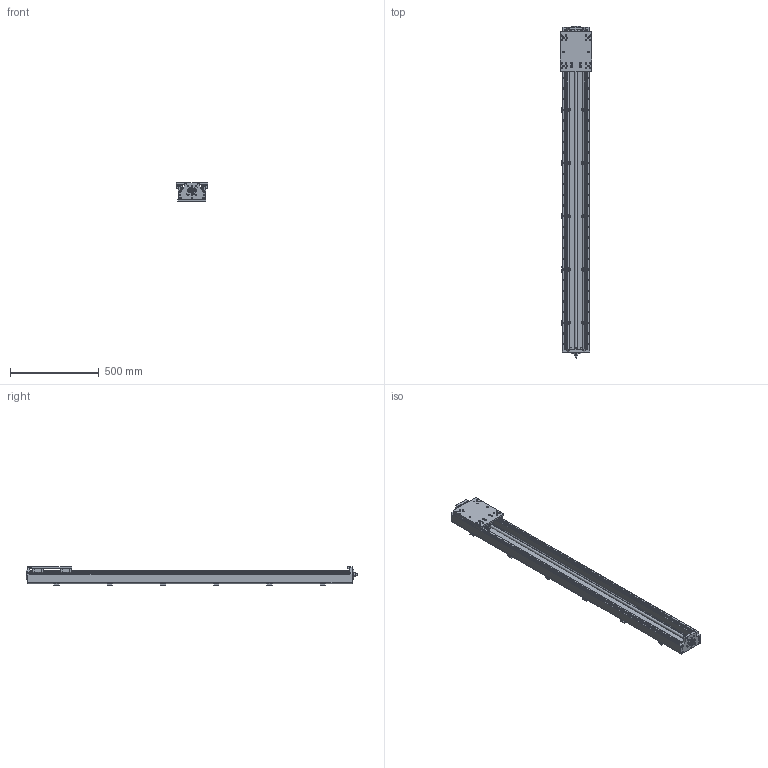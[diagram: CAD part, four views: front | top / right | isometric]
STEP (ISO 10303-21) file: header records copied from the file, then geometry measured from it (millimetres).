
FILE_DESCRIPTION((''),'2;1');
FILE_NAME('KK-HD-180-15-16XX-1800.stp','2009-03-21T10:38:06',('kurt'),(''),'Autodesk Inventor 2008','Autodesk Inventor 2008','');
FILE_SCHEMA(('AUTOMOTIVE_DESIGN { 1 0 10303 214 1 1 1 1 }'));
Length unit declared in the file: millimetre
Products named in the file (1): Part86
Bounding box: 180 x 1870.5 x 105 mm (x, y, z)
Volume: 10307377.6 mm3; surface area: 1394156.6 mm2
Topology: 1 solids, 19 shells, 2796 faces, 7493 edges, 4959 vertices
Faces by surface type: plane 1664, cylinder 529, bspline 435, cone 152, torus 16
Full cylindrical faces by diameter (mm): 2.459 x4, 3 x5, 3.242 x68, 3.5 x4, 3.6 x1, 4 x18, 4.134 x10, 4.5 x84, 4.917 x11, 5.5 x14, 6 x12, 6.6 x14, 7.5 x60, 8 x28, 8.376 x6, 9.5 x4, 9.6 x1, 10 x8, 10.106 x12, 11 x18, 12 x1, 15 x1, 15.12 x4, 15.36 x2, 16 x3, 17 x1, 18 x12, 20.88 x4, 24 x2, 26 x2
Entity records: 93631 total; most frequent: CARTESIAN_POINT 26047, ORIENTED_EDGE 13446, DIRECTION 11726, EDGE_CURVE 6723, VERTEX_POINT 4747, VECTOR 4596, LINE 4596, EDGE_LOOP 3776
